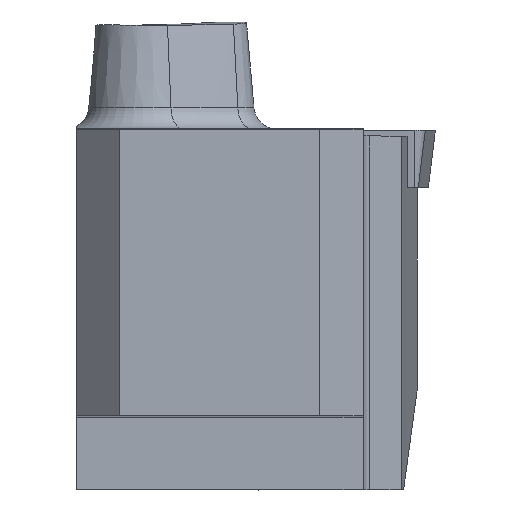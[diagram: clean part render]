
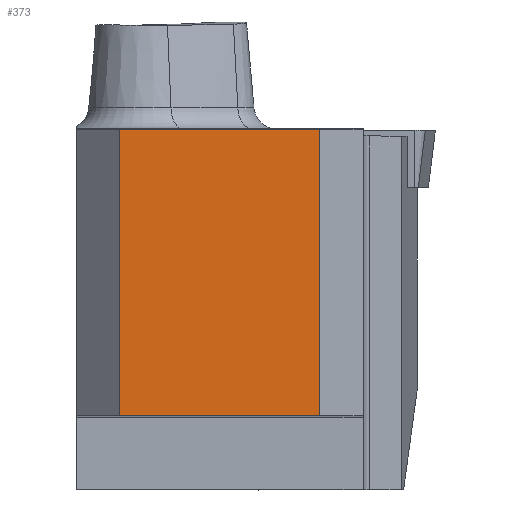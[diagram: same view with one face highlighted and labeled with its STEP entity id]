
A CAD part, top view. The second image highlights one B-rep face of the part: STEP entity #373.
In plain terms, the highlighted planar face has unit normal (0, 0, 1).
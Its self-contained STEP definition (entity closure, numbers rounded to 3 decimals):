
#373=ADVANCED_FACE('CU_BACK_SU1',(#537),#474,.F.);
#474=PLANE('',#2083);
#537=FACE_OUTER_BOUND('',#627,.T.);
#627=EDGE_LOOP('',(#873,#874,#875,#876));
#873=ORIENTED_EDGE('',*,*,#1548,.F.);
#874=ORIENTED_EDGE('',*,*,#1549,.F.);
#875=ORIENTED_EDGE('',*,*,#1550,.T.);
#876=ORIENTED_EDGE('',*,*,#1546,.T.);
#1340=VERTEX_POINT('',#3134);
#1341=VERTEX_POINT('',#3136);
#1342=VERTEX_POINT('',#3140);
#1343=VERTEX_POINT('',#3142);
#1546=EDGE_CURVE('',#1341,#1340,#1770,.T.);
#1548=EDGE_CURVE('',#1342,#1340,#1772,.T.);
#1549=EDGE_CURVE('',#1343,#1342,#1773,.T.);
#1550=EDGE_CURVE('',#1343,#1341,#1774,.T.);
#1770=LINE('',#3135,#1900);
#1772=LINE('',#3139,#1902);
#1773=LINE('',#3141,#1903);
#1774=LINE('',#3143,#1904);
#1900=VECTOR('',#2392,1.);
#1902=VECTOR('',#2396,1.);
#1903=VECTOR('',#2397,1.);
#1904=VECTOR('',#2398,1.);
#2083=AXIS2_PLACEMENT_3D('',#3144,#2399,#2400);
#2392=DIRECTION('',(1.,0.,0.));
#2396=DIRECTION('',(0.,-1.,0.));
#2397=DIRECTION('',(1.,0.,0.));
#2398=DIRECTION('',(0.,-1.,0.));
#2399=DIRECTION('',(0.,0.,-1.));
#2400=DIRECTION('',(1.,0.,0.));
#3134=CARTESIAN_POINT('',(16.925,0.,0.));
#3135=CARTESIAN_POINT('',(110.,0.,0.));
#3136=CARTESIAN_POINT('',(3.,0.,0.));
#3139=CARTESIAN_POINT('',(16.925,0.,0.));
#3140=CARTESIAN_POINT('',(16.925,19.925,0.));
#3141=CARTESIAN_POINT('',(110.,19.925,0.));
#3142=CARTESIAN_POINT('',(3.,19.925,0.));
#3143=CARTESIAN_POINT('',(3.,0.,0.));
#3144=CARTESIAN_POINT('',(-22.996,39.925,0.));
